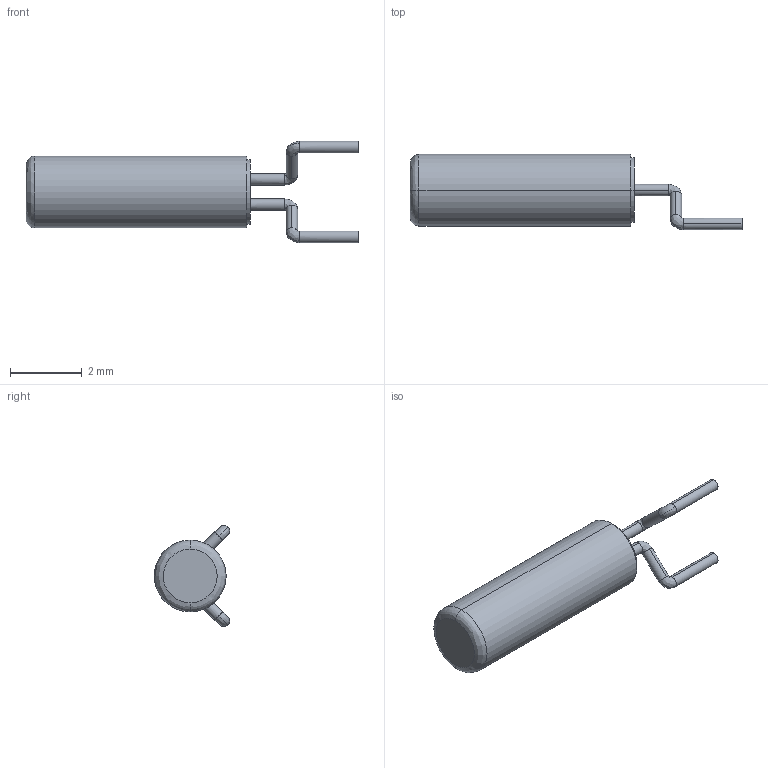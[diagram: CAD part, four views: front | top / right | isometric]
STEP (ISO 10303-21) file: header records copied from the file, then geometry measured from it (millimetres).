
FILE_DESCRIPTION (( 'STEP AP214' ), '1' );
FILE_NAME ('ECS-.327-12.5-13FLX.STEP', '2021-05-27T01:10:49', ( '' ), ( '' ), 'SwSTEP 2.0', 'SolidWorks 2017', '' );
FILE_SCHEMA (( 'AUTOMOTIVE_DESIGN' ));
Length unit declared in the file: millimetre
Products named in the file (1): ECS-.327-12.5-13FLX
Bounding box: 9.25 x 2.1 x 2.82 mm (x, y, z)
Volume: 20.2 mm3; surface area: 53.4 mm2
Topology: 3 solids, 3 shells, 33 faces, 76 edges, 50 vertices
Faces by surface type: cylinder 16, bspline 10, plane 7
Entity records: 1134 total; most frequent: CARTESIAN_POINT 316, DIRECTION 180, ORIENTED_EDGE 152, AXIS2_PLACEMENT_3D 82, EDGE_CURVE 76, CIRCLE 58, VERTEX_POINT 50, EDGE_LOOP 34
